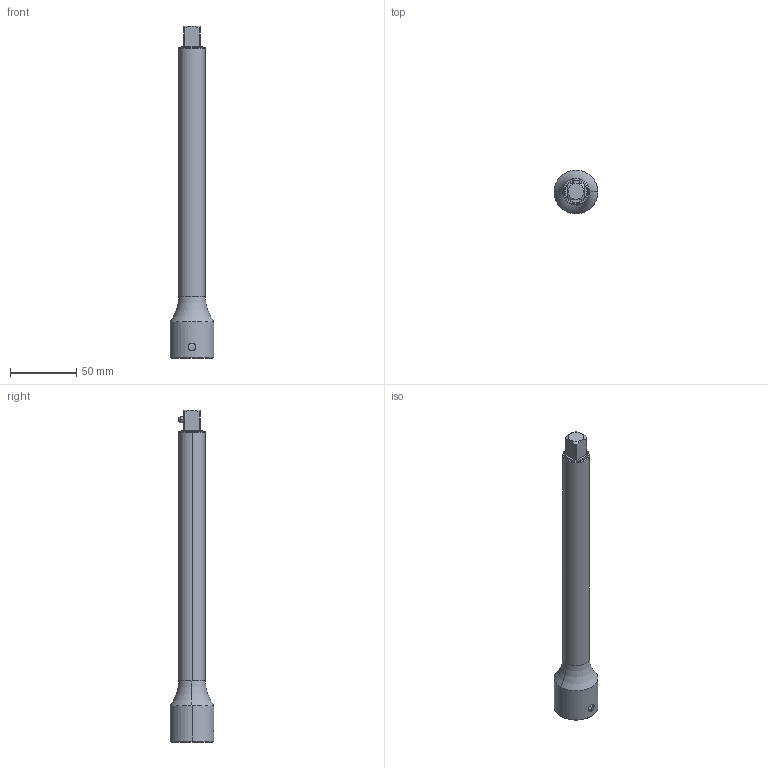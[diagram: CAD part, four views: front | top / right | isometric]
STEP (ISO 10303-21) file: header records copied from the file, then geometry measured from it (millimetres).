
FILE_DESCRIPTION((''),'2;1');
FILE_NAME('4027133427_ASM','2023-08-22T12:18:59',('A00565553'),(''),'CREO PARAMETRIC BY PTC INC, 2022414','CREO PARAMETRIC BY PTC INC, 2022414','');
FILE_SCHEMA(('CONFIG_CONTROL_DESIGN','GEOMETRIC_VALIDATION_PROPERTIES_MIM'));
Length unit declared in the file: millimetre
Products named in the file (3): 4027133407; 4027041787; 4027133427_ASM
Assembly tree (2 placements, depth 2):
  4027133427_ASM
    4027133407
    4027041787
Bounding box: 33 x 33 x 250.3 mm (x, y, z)
Volume: 78631.2 mm3; surface area: 46942.3 mm2
Topology: 3 solids, 3 shells, 87 faces, 215 edges, 134 vertices
Faces by surface type: cylinder 33, plane 27, torus 13, cone 10, bspline 4
Entity records: 4224 total; most frequent: CARTESIAN_POINT 1231, DIRECTION 444, ORIENTED_EDGE 430, PRESENTATION_STYLE_ASSIGNMENT 226, STYLED_ITEM 218, CURVE_STYLE 215, EDGE_CURVE 215, AXIS2_PLACEMENT_3D 188
